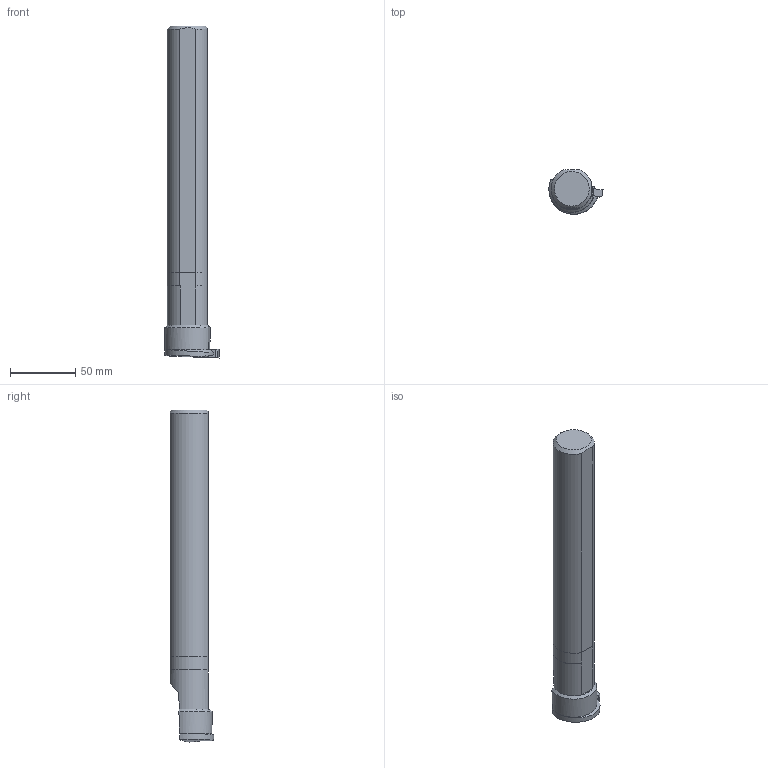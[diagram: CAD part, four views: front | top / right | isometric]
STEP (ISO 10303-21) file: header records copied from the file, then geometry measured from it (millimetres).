
FILE_DESCRIPTION(/* description */ (''),/* implementation_level */ '2;1');
FILE_NAME(/* name */ 'CNL0012510-20AHD.stp',/* time_stamp */ '2018-03-29T15:40:08+05:00',/* author */ (''),/* organization */ (''),/* preprocessor_version */ 'ST-DEVELOPER v16',/* originating_system */ 'SIEMENS PLM Software NX 11.0',/* authorisation */ '');
FILE_SCHEMA (('AUTOMOTIVE_DESIGN { 1 0 10303 214 3 1 1 1 }'));
Length unit declared in the file: millimetre
Products named in the file (1): inpu2F6Clv4v
Bounding box: 41.6 x 33.66 x 254.5 mm (x, y, z)
Volume: 186783.9 mm3; surface area: 29000.9 mm2
Topology: 3 solids, 3 shells, 65 faces, 173 edges, 114 vertices
Faces by surface type: plane 43, cylinder 16, cone 6
Entity records: 2111 total; most frequent: CARTESIAN_POINT 412, ORIENTED_EDGE 342, DIRECTION 341, EDGE_CURVE 171, AXIS2_PLACEMENT_3D 114, LINE 113, VECTOR 113, VERTEX_POINT 113
